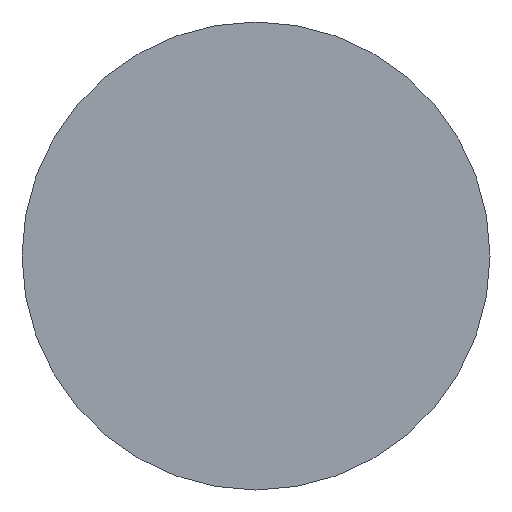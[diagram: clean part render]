
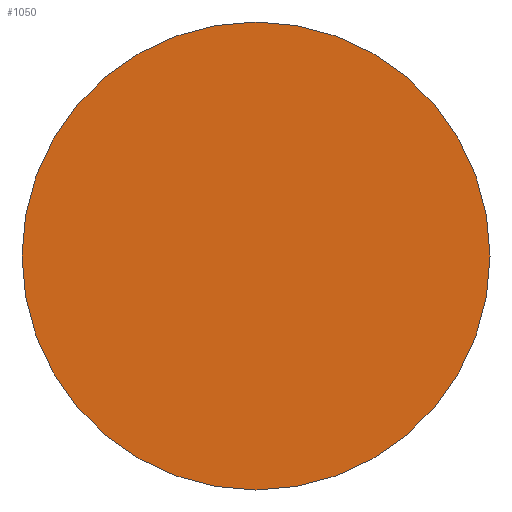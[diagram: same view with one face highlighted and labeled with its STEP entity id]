
A CAD part, front view. The second image highlights one B-rep face of the part: STEP entity #1050.
In plain terms, the highlighted planar face has unit normal (0, -1, 0).
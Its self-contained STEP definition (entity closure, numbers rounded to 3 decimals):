
#171=PLANE('',#1113);
#182=FACE_OUTER_BOUND('',#226,.T.);
#226=EDGE_LOOP('',(#707,#708));
#392=CIRCLE('',#1110,39.);
#393=CIRCLE('',#1111,39.);
#421=VERTEX_POINT('',#1659);
#422=VERTEX_POINT('',#1661);
#545=EDGE_CURVE('',#422,#421,#392,.T.);
#546=EDGE_CURVE('',#421,#422,#393,.T.);
#707=ORIENTED_EDGE('',*,*,#545,.T.);
#708=ORIENTED_EDGE('',*,*,#546,.T.);
#1050=ADVANCED_FACE('',(#182),#171,.F.);
#1110=AXIS2_PLACEMENT_3D('',#1662,#1286,#1287);
#1111=AXIS2_PLACEMENT_3D('',#1663,#1288,#1289);
#1113=AXIS2_PLACEMENT_3D('',#1665,#1292,#1293);
#1286=DIRECTION('center_axis',(0.,-1.,0.));
#1287=DIRECTION('ref_axis',(1.,0.,0.));
#1288=DIRECTION('center_axis',(0.,-1.,0.));
#1289=DIRECTION('ref_axis',(1.,0.,0.));
#1292=DIRECTION('center_axis',(0.,1.,0.));
#1293=DIRECTION('ref_axis',(-1.,0.,0.));
#1659=CARTESIAN_POINT('',(-39.,-84.,0.));
#1661=CARTESIAN_POINT('',(39.,-84.,0.));
#1662=CARTESIAN_POINT('Origin',(0.,-84.,0.));
#1663=CARTESIAN_POINT('Origin',(0.,-84.,0.));
#1665=CARTESIAN_POINT('Origin',(0.,-84.,0.));
